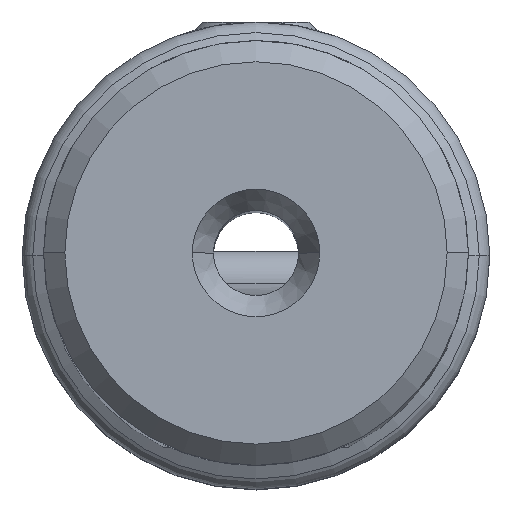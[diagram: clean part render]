
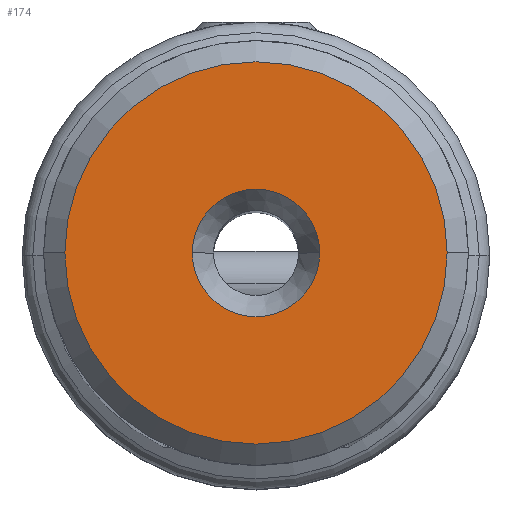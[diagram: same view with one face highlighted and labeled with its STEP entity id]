
A CAD part, top view. The second image highlights one B-rep face of the part: STEP entity #174.
In plain terms, the highlighted planar face has unit normal (0, 0, 1).
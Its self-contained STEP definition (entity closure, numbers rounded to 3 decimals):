
#41=PLANE('',#1854);
#78=FACE_BOUND('',#419,.T.);
#79=FACE_BOUND('',#420,.T.);
#174=ADVANCED_FACE('',(#78,#79),#41,.F.);
#419=EDGE_LOOP('',(#895,#896));
#420=EDGE_LOOP('',(#897,#898));
#895=ORIENTED_EDGE('',*,*,#1382,.F.);
#896=ORIENTED_EDGE('',*,*,#1503,.F.);
#897=ORIENTED_EDGE('',*,*,#1388,.T.);
#898=ORIENTED_EDGE('',*,*,#1502,.T.);
#1220=VERTEX_POINT('',#2633);
#1221=VERTEX_POINT('',#2634);
#1226=VERTEX_POINT('',#2645);
#1227=VERTEX_POINT('',#2647);
#1382=EDGE_CURVE('',#1220,#1221,#1625,.T.);
#1388=EDGE_CURVE('',#1227,#1226,#1628,.T.);
#1502=EDGE_CURVE('',#1226,#1227,#1669,.T.);
#1503=EDGE_CURVE('',#1221,#1220,#1670,.T.);
#1625=CIRCLE('',#1776,8.993);
#1628=CIRCLE('',#1780,3.);
#1669=CIRCLE('',#1851,3.);
#1670=CIRCLE('',#1853,8.993);
#1776=AXIS2_PLACEMENT_3D('',#2632,#2039,#2040);
#1780=AXIS2_PLACEMENT_3D('',#2646,#2050,#2051);
#1851=AXIS2_PLACEMENT_3D('',#3134,#2238,#2239);
#1853=AXIS2_PLACEMENT_3D('',#3136,#2242,#2243);
#1854=AXIS2_PLACEMENT_3D('',#3137,#2244,#2245);
#2039=DIRECTION('',(0.,0.,-1.));
#2040=DIRECTION('',(-1.,0.,0.));
#2050=DIRECTION('',(0.,0.,-1.));
#2051=DIRECTION('',(-1.,0.,0.));
#2238=DIRECTION('',(0.,0.,-1.));
#2239=DIRECTION('',(-1.,0.,0.));
#2242=DIRECTION('',(0.,0.,-1.));
#2243=DIRECTION('',(-1.,0.,0.));
#2244=DIRECTION('',(0.,0.,-1.));
#2245=DIRECTION('',(1.,0.,0.));
#2632=CARTESIAN_POINT('',(0.,0.,0.));
#2633=CARTESIAN_POINT('',(-8.993,0.,0.));
#2634=CARTESIAN_POINT('',(8.993,0.,0.));
#2645=CARTESIAN_POINT('',(-3.,0.,0.));
#2646=CARTESIAN_POINT('',(0.,0.,0.));
#2647=CARTESIAN_POINT('',(3.,0.,0.));
#3134=CARTESIAN_POINT('',(0.,0.,0.));
#3136=CARTESIAN_POINT('',(0.,0.,0.));
#3137=CARTESIAN_POINT('',(0.,8.993,0.));
